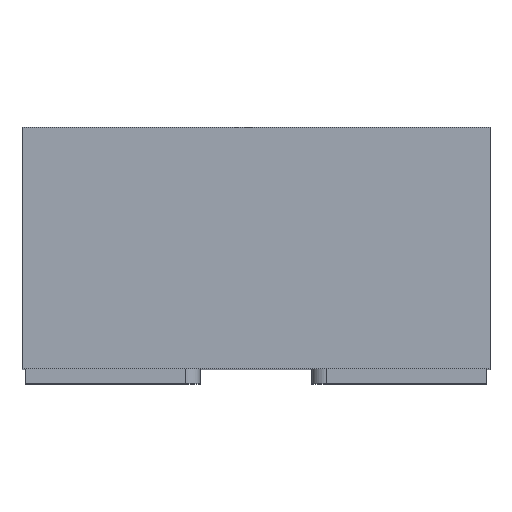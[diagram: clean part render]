
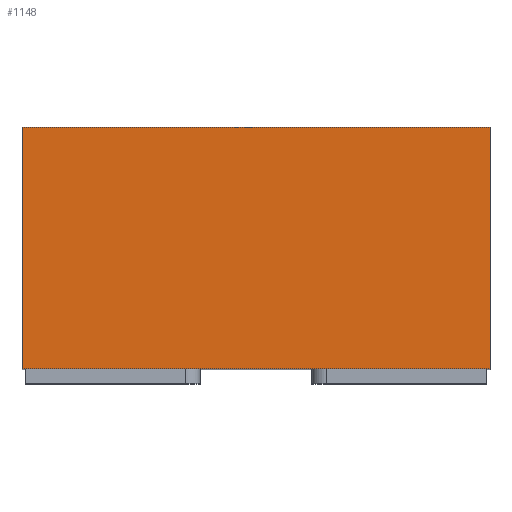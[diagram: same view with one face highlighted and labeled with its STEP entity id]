
A CAD part, top view. The second image highlights one B-rep face of the part: STEP entity #1148.
In plain terms, the highlighted planar face has unit normal (0, 0, 1).
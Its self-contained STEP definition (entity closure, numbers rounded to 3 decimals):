
#139=FACE_OUTER_BOUND('',#207,.T.);
#207=EDGE_LOOP('',(#1028,#1029,#1030,#1031));
#261=LINE('',#1699,#386);
#296=LINE('',#1800,#421);
#332=LINE('',#1900,#457);
#333=LINE('',#1901,#458);
#386=VECTOR('',#1351,10.);
#421=VECTOR('',#1438,10.);
#457=VECTOR('',#1570,10.);
#458=VECTOR('',#1571,10.);
#508=VERTEX_POINT('',#1695);
#510=VERTEX_POINT('',#1698);
#550=VERTEX_POINT('',#1799);
#566=VERTEX_POINT('',#1899);
#621=EDGE_CURVE('',#510,#508,#261,.T.);
#676=EDGE_CURVE('',#510,#550,#296,.T.);
#722=EDGE_CURVE('',#508,#566,#332,.T.);
#723=EDGE_CURVE('',#550,#566,#333,.T.);
#1028=ORIENTED_EDGE('',*,*,#621,.T.);
#1029=ORIENTED_EDGE('',*,*,#722,.T.);
#1030=ORIENTED_EDGE('',*,*,#723,.F.);
#1031=ORIENTED_EDGE('',*,*,#676,.F.);
#1086=PLANE('',#1258);
#1148=ADVANCED_FACE('',(#139),#1086,.T.);
#1258=AXIS2_PLACEMENT_3D('',#1898,#1568,#1569);
#1351=DIRECTION('',(1.,0.,0.));
#1438=DIRECTION('',(0.,1.,0.));
#1568=DIRECTION('center_axis',(0.,0.,1.));
#1569=DIRECTION('ref_axis',(1.,0.,0.));
#1570=DIRECTION('',(0.,1.,0.));
#1571=DIRECTION('',(1.,0.,0.));
#1695=CARTESIAN_POINT('',(0.775,0.05,1.025));
#1698=CARTESIAN_POINT('',(-0.775,0.05,1.025));
#1699=CARTESIAN_POINT('',(-0.775,0.05,1.025));
#1799=CARTESIAN_POINT('',(-0.775,0.85,1.025));
#1800=CARTESIAN_POINT('',(-0.775,0.05,1.025));
#1898=CARTESIAN_POINT('Origin',(-0.775,0.05,1.025));
#1899=CARTESIAN_POINT('',(0.775,0.85,1.025));
#1900=CARTESIAN_POINT('',(0.775,0.05,1.025));
#1901=CARTESIAN_POINT('',(-0.775,0.85,1.025));
